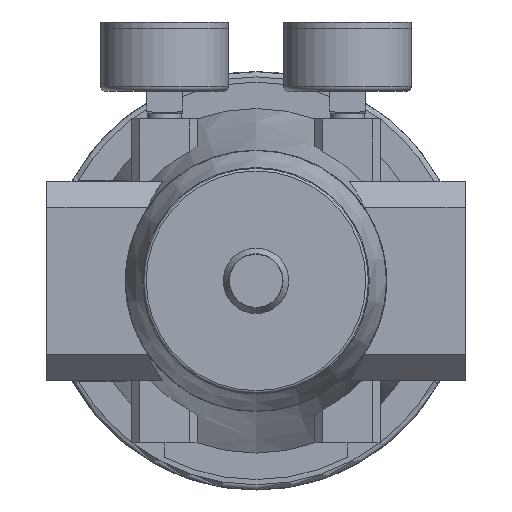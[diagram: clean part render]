
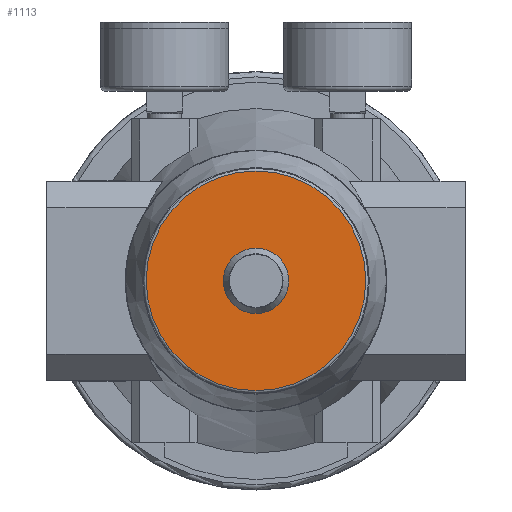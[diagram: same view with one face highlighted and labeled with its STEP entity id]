
A CAD part, front view. The second image highlights one B-rep face of the part: STEP entity #1113.
In plain terms, the highlighted planar face has unit normal (0, -1, 0).
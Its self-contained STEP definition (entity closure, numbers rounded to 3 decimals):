
#1113 = ADVANCED_FACE( '', ( #2304, #2305 ), #2306, .F. );
#2304 = FACE_OUTER_BOUND( '', #3503, .T. );
#2305 = FACE_BOUND( '', #3504, .T. );
#2306 = PLANE( '', #3505 );
#3503 = EDGE_LOOP( '', ( #6443 ) );
#3504 = EDGE_LOOP( '', ( #6444 ) );
#3505 = AXIS2_PLACEMENT_3D( '', #6445, #6446, #6447 );
#6443 = ORIENTED_EDGE( '', *, *, #7613, .F. );
#6444 = ORIENTED_EDGE( '', *, *, #7244, .T. );
#6445 = CARTESIAN_POINT( '', ( -12.5, -89., 0. ) );
#6446 = DIRECTION( '', ( 0., 1., 0. ) );
#6447 = DIRECTION( '', ( 0., 0., 1. ) );
#7244 = EDGE_CURVE( '', #8813, #8813, #8814, .T. );
#7613 = EDGE_CURVE( '', #9345, #9345, #9346, .T. );
#8813 = VERTEX_POINT( '', #11397 );
#8814 = CIRCLE( '', #11398, 12.5 );
#9345 = VERTEX_POINT( '', #12348 );
#9346 = CIRCLE( '', #12349, 42. );
#11397 = CARTESIAN_POINT( '', ( 0., -89., 12.5 ) );
#11398 = AXIS2_PLACEMENT_3D( '', #13565, #13566, #13567 );
#12348 = CARTESIAN_POINT( '', ( 0., -89., 42. ) );
#12349 = AXIS2_PLACEMENT_3D( '', #13930, #13931, #13932 );
#13565 = CARTESIAN_POINT( '', ( 0., -89., 0. ) );
#13566 = DIRECTION( '', ( 0., 1., 0. ) );
#13567 = DIRECTION( '', ( 0., 0., 1. ) );
#13930 = CARTESIAN_POINT( '', ( 0., -89., 0. ) );
#13931 = DIRECTION( '', ( 0., 1., 0. ) );
#13932 = DIRECTION( '', ( 0., 0., 1. ) );
